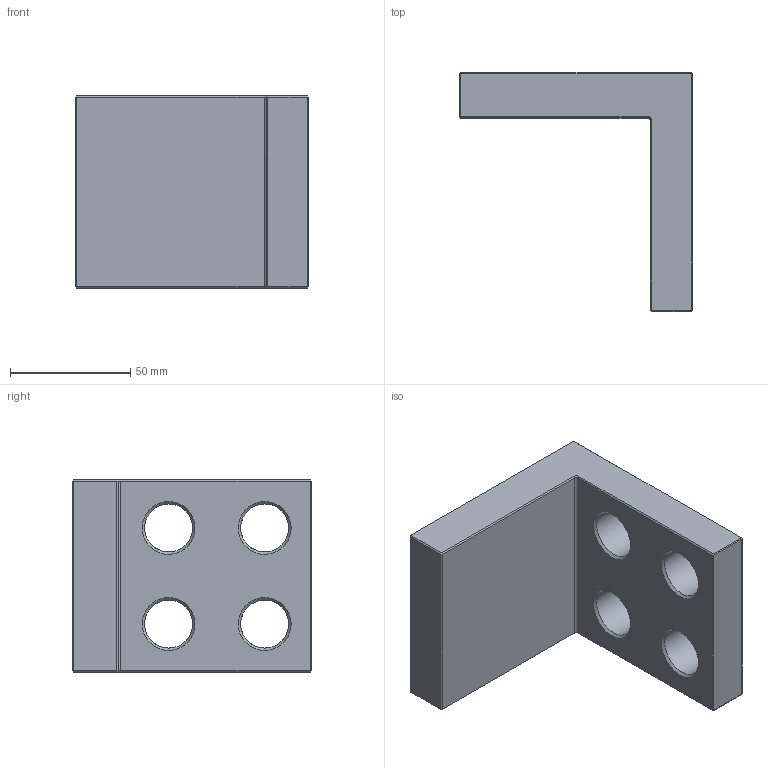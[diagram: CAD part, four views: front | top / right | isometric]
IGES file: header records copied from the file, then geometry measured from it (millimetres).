
Global section: file name: SZ1405N_A; native system: Autodesk Inventor 2015; preprocessor: unknown; author: C.Hanke; date: 20151119.101405; units: millimetre
Bounding box: 97 x 99.5 x 80 mm (x, y, z)
Volume: 237754.3 mm3; surface area: 39165.6 mm2
Topology: 1 solids, 1 shells, 50 faces, 106 edges, 58 vertices
Faces by surface type: bspline 50
